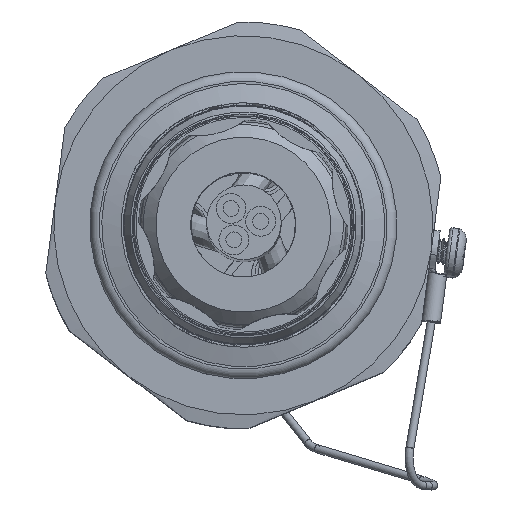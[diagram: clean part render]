
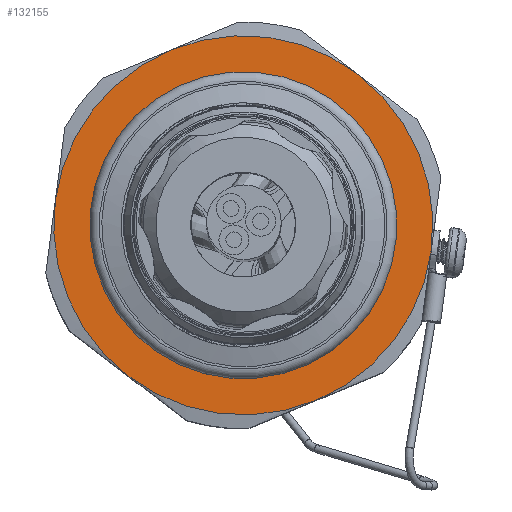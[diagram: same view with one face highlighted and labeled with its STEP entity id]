
A CAD part, top view. The second image highlights one B-rep face of the part: STEP entity #132155.
In plain terms, the highlighted planar face has unit normal (0, 0, 1).
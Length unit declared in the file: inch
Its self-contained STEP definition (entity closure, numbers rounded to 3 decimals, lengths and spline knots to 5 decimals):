
#5633 = DIRECTION ( 'NONE',  ( 0., 0., 1. ) ) ;
#6803 = DIRECTION ( 'NONE',  ( 0., 0., 1. ) ) ;
#7561 = CARTESIAN_POINT ( 'NONE',  ( -0.06578, 1.86335, 1.05043 ) ) ;
#9076 = CARTESIAN_POINT ( 'NONE',  ( 0.98279, 1.86377, 1.05043 ) ) ;
#9356 = EDGE_LOOP ( 'NONE', ( #46594 ) ) ;
#9875 = CIRCLE ( 'NONE', #129311, 1.219 ) ;
#15068 = VERTEX_POINT ( 'NONE', #93575 ) ;
#19214 = DIRECTION ( 'NONE',  ( -0.924, -0.383, 0. ) ) ;
#22718 = AXIS2_PLACEMENT_3D ( 'NONE', #169050, #152263, #19214 ) ;
#23769 = PLANE ( 'NONE',  #114518 ) ;
#30697 = CARTESIAN_POINT ( 'NONE',  ( -1.27441, 2.02199, 1.05043 ) ) ;
#34954 = ORIENTED_EDGE ( 'NONE', *, *, #123084, .T. ) ;
#35536 = EDGE_CURVE ( 'NONE', #192686, #192686, #147520, .T. ) ;
#37341 = AXIS2_PLACEMENT_3D ( 'NONE', #100096, #116982, #146636 ) ;
#38867 = EDGE_CURVE ( 'NONE', #111056, #115145, #107563, .T. ) ;
#41579 = CARTESIAN_POINT ( 'NONE',  ( 0.40116, 0.73733, 1.05043 ) ) ;
#41646 = EDGE_CURVE ( 'NONE', #150736, #91878, #183461, .T. ) ;
#42214 = ORIENTED_EDGE ( 'NONE', *, *, #61454, .T. ) ;
#43738 = CARTESIAN_POINT ( 'NONE',  ( -0.06578, 1.86335, 1.05043 ) ) ;
#46594 = ORIENTED_EDGE ( 'NONE', *, *, #35536, .T. ) ;
#51282 = FACE_BOUND ( 'NONE', #9356, .T. ) ;
#58095 = VERTEX_POINT ( 'NONE', #30697 ) ;
#61454 = EDGE_CURVE ( 'NONE', #15068, #111056, #89739, .T. ) ;
#61598 = AXIS2_PLACEMENT_3D ( 'NONE', #108046, #6803, #66657 ) ;
#61810 = CARTESIAN_POINT ( 'NONE',  ( -0.80747, 0.89596, 1.05043 ) ) ;
#66657 = DIRECTION ( 'NONE',  ( -0.924, -0.383, 0. ) ) ;
#67110 = ORIENTED_EDGE ( 'NONE', *, *, #72470, .T. ) ;
#72470 = EDGE_CURVE ( 'NONE', #115145, #58095, #9875, .T. ) ;
#77300 = EDGE_LOOP ( 'NONE', ( #159869, #127477, #34954, #42214, #133106, #67110 ) ) ;
#80690 = FACE_OUTER_BOUND ( 'NONE', #77300, .T. ) ;
#82637 = DIRECTION ( 'NONE',  ( 0., 0., 1. ) ) ;
#83970 = DIRECTION ( 'NONE',  ( -0.924, -0.383, 0. ) ) ;
#85957 = DIRECTION ( 'NONE',  ( -0.924, -0.383, 0. ) ) ;
#89739 = CIRCLE ( 'NONE', #102390, 1.219 ) ;
#91878 = VERTEX_POINT ( 'NONE', #41579 ) ;
#92026 = AXIS2_PLACEMENT_3D ( 'NONE', #183371, #169542, #154737 ) ;
#93575 = CARTESIAN_POINT ( 'NONE',  ( 1.14286, 1.70472, 1.05043 ) ) ;
#99189 = DIRECTION ( 'NONE',  ( -0.924, -0.383, 0. ) ) ;
#100096 = CARTESIAN_POINT ( 'NONE',  ( -0.06578, 1.86335, 1.05043 ) ) ;
#100750 = DIRECTION ( 'NONE',  ( 0., 0., 1. ) ) ;
#101302 = CARTESIAN_POINT ( 'NONE',  ( 0.67592, 2.83074, 1.05043 ) ) ;
#102390 = AXIS2_PLACEMENT_3D ( 'NONE', #7561, #5633, #83970 ) ;
#102726 = CARTESIAN_POINT ( 'NONE',  ( 0.80715, 2.22533, 1.05043 ) ) ;
#102894 = AXIS2_PLACEMENT_3D ( 'NONE', #43738, #100750, #85957 ) ;
#102999 = CARTESIAN_POINT ( 'NONE',  ( -0.53271, 2.98938, 1.05043 ) ) ;
#107563 = CIRCLE ( 'NONE', #22718, 1.219 ) ;
#108046 = CARTESIAN_POINT ( 'NONE',  ( -0.06578, 1.86335, 1.05043 ) ) ;
#111056 = VERTEX_POINT ( 'NONE', #101302 ) ;
#114518 = AXIS2_PLACEMENT_3D ( 'NONE', #9076, #82637, #172661 ) ;
#115145 = VERTEX_POINT ( 'NONE', #102999 ) ;
#116982 = DIRECTION ( 'NONE',  ( 0., 0., -1. ) ) ;
#123084 = EDGE_CURVE ( 'NONE', #91878, #15068, #144094, .T. ) ;
#127477 = ORIENTED_EDGE ( 'NONE', *, *, #41646, .T. ) ;
#129311 = AXIS2_PLACEMENT_3D ( 'NONE', #154025, #184580, #99189 ) ;
#131083 = CIRCLE ( 'NONE', #61598, 1.219 ) ;
#132155 = ADVANCED_FACE ( 'NONE', ( #51282, #80690 ), #23769, .T. ) ;
#133106 = ORIENTED_EDGE ( 'NONE', *, *, #38867, .T. ) ;
#144094 = CIRCLE ( 'NONE', #102894, 1.219 ) ;
#146636 = DIRECTION ( 'NONE',  ( 0.924, 0.383, 0. ) ) ;
#147520 = CIRCLE ( 'NONE', #37341, 0.945 ) ;
#150736 = VERTEX_POINT ( 'NONE', #61810 ) ;
#152263 = DIRECTION ( 'NONE',  ( 0., 0., 1. ) ) ;
#154025 = CARTESIAN_POINT ( 'NONE',  ( -0.06578, 1.86335, 1.05043 ) ) ;
#154737 = DIRECTION ( 'NONE',  ( -0.924, -0.383, 0. ) ) ;
#159849 = EDGE_CURVE ( 'NONE', #58095, #150736, #131083, .T. ) ;
#159869 = ORIENTED_EDGE ( 'NONE', *, *, #159849, .T. ) ;
#169050 = CARTESIAN_POINT ( 'NONE',  ( -0.06578, 1.86335, 1.05043 ) ) ;
#169542 = DIRECTION ( 'NONE',  ( 0., 0., 1. ) ) ;
#172661 = DIRECTION ( 'NONE',  ( -0.924, -0.383, 0. ) ) ;
#183371 = CARTESIAN_POINT ( 'NONE',  ( -0.06578, 1.86335, 1.05043 ) ) ;
#183461 = CIRCLE ( 'NONE', #92026, 1.219 ) ;
#184580 = DIRECTION ( 'NONE',  ( 0., 0., 1. ) ) ;
#192686 = VERTEX_POINT ( 'NONE', #102726 ) ;
